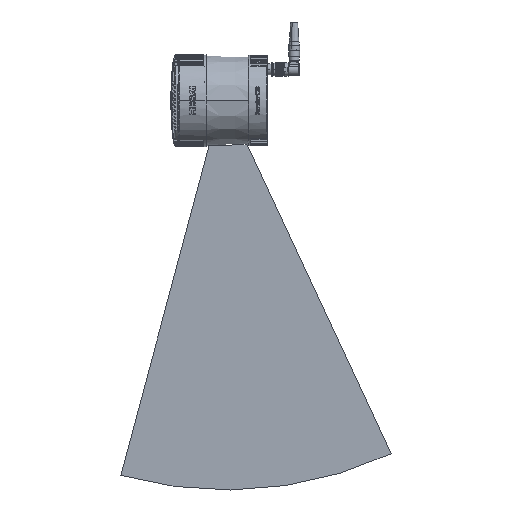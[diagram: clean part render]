
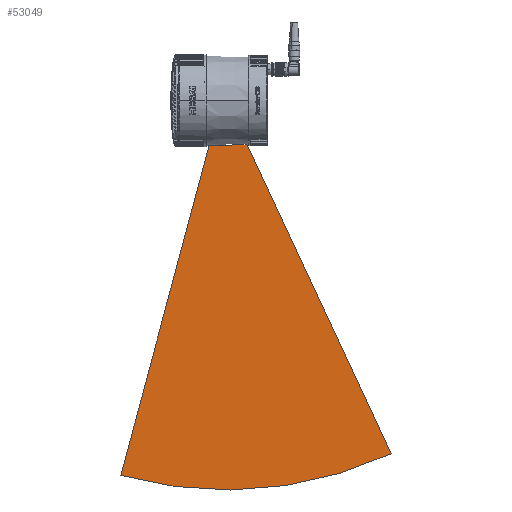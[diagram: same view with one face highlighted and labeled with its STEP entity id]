
A CAD part, left-side view. The second image highlights one B-rep face of the part: STEP entity #53049.
In plain terms, the highlighted planar face has unit normal (1, 0, 0).
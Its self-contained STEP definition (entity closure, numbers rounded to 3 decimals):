
#857 = CARTESIAN_POINT ( 'NONE',  ( 0., 51.801, 0. ) ) ;
#6605 = DIRECTION ( 'NONE',  ( 0., -0.423, -0.906 ) ) ;
#7503 = DIRECTION ( 'NONE',  ( 0., -1., 0.027 ) ) ;
#11631 = EDGE_CURVE ( 'NONE', #54264, #58201, #15080, .T. ) ;
#15080 = LINE ( 'NONE', #59655, #92792 ) ;
#15650 = ORIENTED_EDGE ( 'NONE', *, *, #34101, .T. ) ;
#21845 = EDGE_LOOP ( 'NONE', ( #45699, #77117, #15650, #87067 ) ) ;
#21953 = CARTESIAN_POINT ( 'NONE',  ( 0., 51.801, 0. ) ) ;
#29496 = CARTESIAN_POINT ( 'NONE',  ( 0., 74.722, -57.857 ) ) ;
#30785 = FACE_OUTER_BOUND ( 'NONE', #21845, .T. ) ;
#30855 = CIRCLE ( 'NONE', #78941, 500. ) ;
#34101 = EDGE_CURVE ( 'NONE', #58201, #50856, #30855, .T. ) ;
#36755 = DIRECTION ( 'NONE',  ( 1., 0., 0. ) ) ;
#38902 = VECTOR ( 'NONE', #43858, 1000. ) ;
#43858 = DIRECTION ( 'NONE',  ( 0., -0.259, 0.966 ) ) ;
#44736 = CARTESIAN_POINT ( 'NONE',  ( 0., 74.722, -57.857 ) ) ;
#44925 = CARTESIAN_POINT ( 'NONE',  ( 0., 26.024, -56.539 ) ) ;
#45699 = ORIENTED_EDGE ( 'NONE', *, *, #85586, .T. ) ;
#46577 = VECTOR ( 'NONE', #7503, 1000. ) ;
#47026 = DIRECTION ( 'NONE',  ( -1., 0., 0. ) ) ;
#50856 = VERTEX_POINT ( 'NONE', #56418 ) ;
#51596 = DIRECTION ( 'NONE',  ( 0., 0., 1. ) ) ;
#53049 = ADVANCED_FACE ( 'NONE', ( #30785 ), #83230, .F. ) ;
#54264 = VERTEX_POINT ( 'NONE', #44925 ) ;
#56418 = CARTESIAN_POINT ( 'NONE',  ( 0., 188.119, -481.059 ) ) ;
#58201 = VERTEX_POINT ( 'NONE', #67663 ) ;
#59655 = CARTESIAN_POINT ( 'NONE',  ( 0., 26.024, -56.539 ) ) ;
#67663 = CARTESIAN_POINT ( 'NONE',  ( 0., -159.025, -453.379 ) ) ;
#68836 = DIRECTION ( 'NONE',  ( 0., 0., 1. ) ) ;
#71945 = LINE ( 'NONE', #81033, #38902 ) ;
#77117 = ORIENTED_EDGE ( 'NONE', *, *, #11631, .T. ) ;
#78941 = AXIS2_PLACEMENT_3D ( 'NONE', #21953, #36755, #51596 ) ;
#81033 = CARTESIAN_POINT ( 'NONE',  ( 0., 74.722, -57.857 ) ) ;
#81097 = EDGE_CURVE ( 'NONE', #50856, #88852, #71945, .T. ) ;
#83230 = PLANE ( 'NONE',  #86346 ) ;
#85586 = EDGE_CURVE ( 'NONE', #88852, #54264, #96041, .T. ) ;
#86346 = AXIS2_PLACEMENT_3D ( 'NONE', #857, #47026, #68836 ) ;
#87067 = ORIENTED_EDGE ( 'NONE', *, *, #81097, .T. ) ;
#88852 = VERTEX_POINT ( 'NONE', #29496 ) ;
#92792 = VECTOR ( 'NONE', #6605, 1000. ) ;
#96041 = LINE ( 'NONE', #44736, #46577 ) ;
